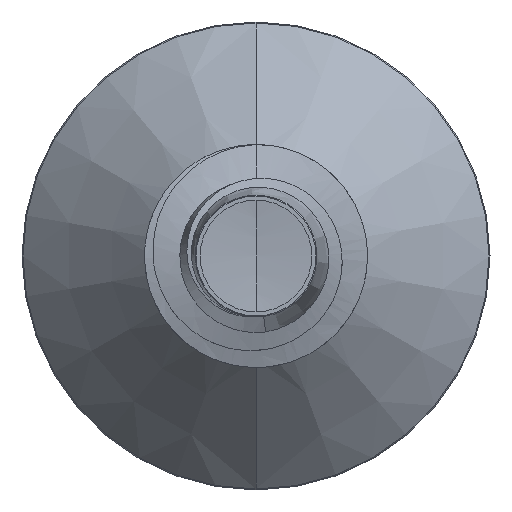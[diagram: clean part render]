
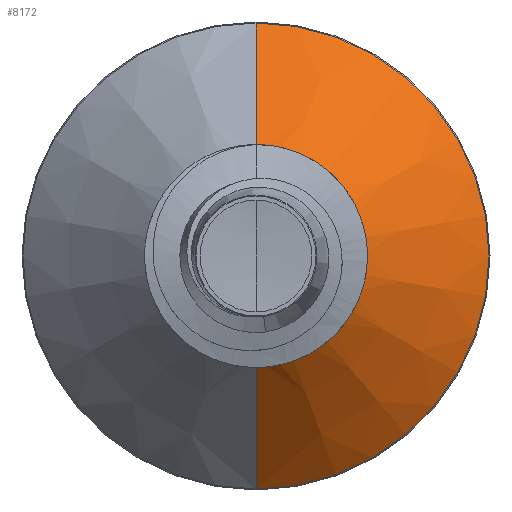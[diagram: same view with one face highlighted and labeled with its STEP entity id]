
A CAD part, front view. The second image highlights one B-rep face of the part: STEP entity #8172.
In plain terms, the highlighted conical face has half-angle 45 degrees and reference radius 1.857 mm.
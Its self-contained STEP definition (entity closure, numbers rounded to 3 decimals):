
#706 = ORIENTED_EDGE ( 'NONE', *, *, #8267, .T. ) ;
#736 = VERTEX_POINT ( 'NONE', #4474 ) ;
#810 = CARTESIAN_POINT ( 'NONE',  ( 0., 6.282, 4.182 ) ) ;
#954 = AXIS2_PLACEMENT_3D ( 'NONE', #1391, #1382, #1369 ) ;
#1038 = DIRECTION ( 'NONE',  ( 0., 0.707, -0.707 ) ) ;
#1056 = CARTESIAN_POINT ( 'NONE',  ( 0., 3.957, -1.857 ) ) ;
#1084 = AXIS2_PLACEMENT_3D ( 'NONE', #3815, #3877, #3741 ) ;
#1158 = AXIS2_PLACEMENT_3D ( 'NONE', #3855, #3848, #3842 ) ;
#1369 = DIRECTION ( 'NONE',  ( 0., 0., 1. ) ) ;
#1382 = DIRECTION ( 'NONE',  ( 0., 1., 0. ) ) ;
#1391 = CARTESIAN_POINT ( 'NONE',  ( 0., 3.957, 0. ) ) ;
#2297 = CIRCLE ( 'NONE', #1158, 4.182 ) ;
#3308 = LINE ( 'NONE', #1056, #6895 ) ;
#3328 = EDGE_LOOP ( 'NONE', ( #706, #7240, #4933, #7050 ) ) ;
#3741 = DIRECTION ( 'NONE',  ( 0., 0., 1. ) ) ;
#3815 = CARTESIAN_POINT ( 'NONE',  ( 0., 3.957, 0. ) ) ;
#3842 = DIRECTION ( 'NONE',  ( 0., 0., 1. ) ) ;
#3848 = DIRECTION ( 'NONE',  ( 0., 1., 0. ) ) ;
#3855 = CARTESIAN_POINT ( 'NONE',  ( 0., 6.282, 0. ) ) ;
#3877 = DIRECTION ( 'NONE',  ( 0., 1., 0. ) ) ;
#4098 = CARTESIAN_POINT ( 'NONE',  ( 0., 3.957, -1.857 ) ) ;
#4474 = CARTESIAN_POINT ( 'NONE',  ( 0., 3.957, 1.857 ) ) ;
#4769 = DIRECTION ( 'NONE',  ( 0., 0.707, 0.707 ) ) ;
#4825 = CARTESIAN_POINT ( 'NONE',  ( 0., 3.957, 1.857 ) ) ;
#4892 = CARTESIAN_POINT ( 'NONE',  ( 0., 6.282, -4.182 ) ) ;
#4933 = ORIENTED_EDGE ( 'NONE', *, *, #8150, .F. ) ;
#6004 = CONICAL_SURFACE ( 'NONE', #1084, 1.857, 0.785 ) ;
#6107 = LINE ( 'NONE', #4825, #8778 ) ;
#6195 = CIRCLE ( 'NONE', #954, 1.857 ) ;
#6895 = VECTOR ( 'NONE', #1038, 1000. ) ;
#7050 = ORIENTED_EDGE ( 'NONE', *, *, #7745, .F. ) ;
#7240 = ORIENTED_EDGE ( 'NONE', *, *, #8375, .T. ) ;
#7745 = EDGE_CURVE ( 'NONE', #736, #8425, #6107, .T. ) ;
#7984 = VERTEX_POINT ( 'NONE', #4098 ) ;
#8150 = EDGE_CURVE ( 'NONE', #8425, #8813, #2297, .T. ) ;
#8172 = ADVANCED_FACE ( 'NONE', ( #8876 ), #6004, .T. ) ;
#8267 = EDGE_CURVE ( 'NONE', #736, #7984, #6195, .T. ) ;
#8375 = EDGE_CURVE ( 'NONE', #7984, #8813, #3308, .T. ) ;
#8425 = VERTEX_POINT ( 'NONE', #810 ) ;
#8778 = VECTOR ( 'NONE', #4769, 1000. ) ;
#8813 = VERTEX_POINT ( 'NONE', #4892 ) ;
#8876 = FACE_OUTER_BOUND ( 'NONE', #3328, .T. ) ;
